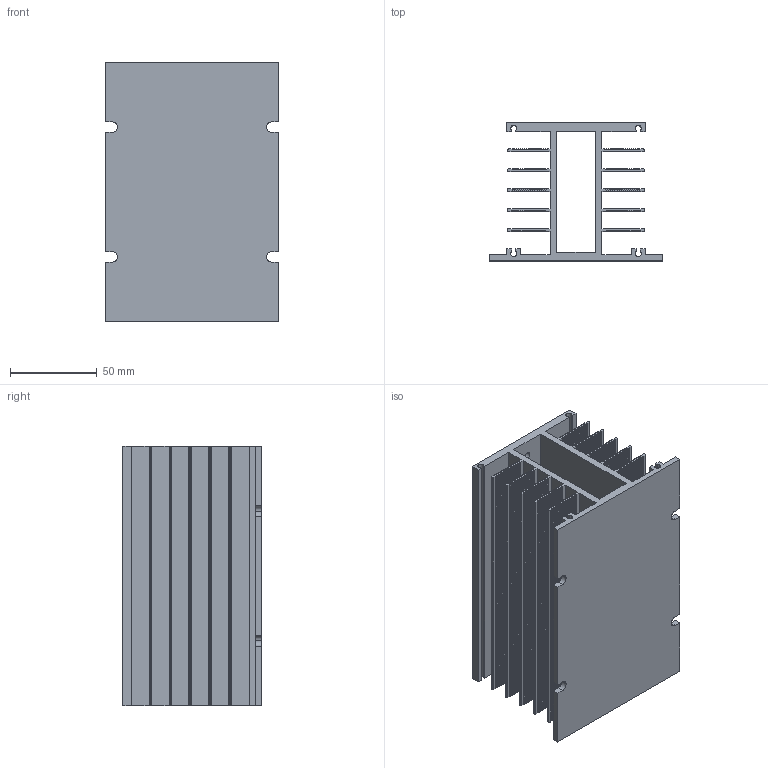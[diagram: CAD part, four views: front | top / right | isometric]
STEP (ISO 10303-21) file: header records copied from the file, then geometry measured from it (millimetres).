
FILE_DESCRIPTION (( 'STEP AP203' ), '1' );
FILE_NAME ('PTP036.STEP', '2020-12-17T07:34:17', ( 'Pavel' ), ( '' ), 'SwSTEP 2.0', 'SolidWorks 2016', '' );
FILE_SCHEMA (( 'CONFIG_CONTROL_DESIGN' ));
Length unit declared in the file: millimetre
Products named in the file (2): PTP036
Bounding box: 100 x 80 x 150 mm (x, y, z)
Volume: 252689.3 mm3; surface area: 184135.2 mm2
Topology: 1 solids, 1 shells, 880 faces, 2618 edges, 1740 vertices
Faces by surface type: cylinder 754, plane 110, cone 16
Entity records: 30569 total; most frequent: DIRECTION 5906, CARTESIAN_POINT 5240, ORIENTED_EDGE 5236, EDGE_CURVE 2618, AXIS2_PLACEMENT_3D 2406, VERTEX_POINT 1740, CIRCLE 1524, VECTOR 1094
